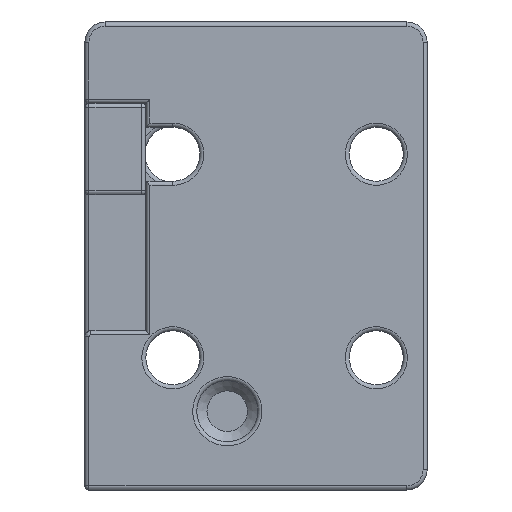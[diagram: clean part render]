
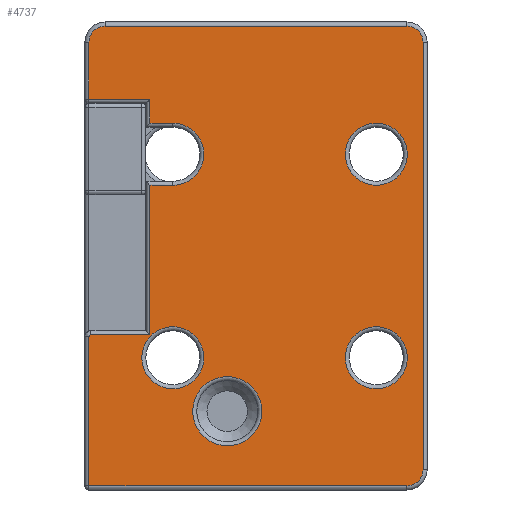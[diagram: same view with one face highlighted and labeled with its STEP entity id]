
A CAD part, front view. The second image highlights one B-rep face of the part: STEP entity #4737.
In plain terms, the highlighted planar face has unit normal (0, -1, 0).
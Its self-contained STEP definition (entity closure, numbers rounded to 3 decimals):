
#94=FACE_BOUND('',#662,.T.);
#95=FACE_BOUND('',#663,.T.);
#96=FACE_BOUND('',#664,.T.);
#97=FACE_BOUND('',#665,.T.);
#131=PLANE('',#5106);
#341=FACE_OUTER_BOUND('',#661,.T.);
#661=EDGE_LOOP('',(#3219,#3220,#3221,#3222,#3223,#3224,#3225,#3226,#3227,
#3228,#3229,#3230,#3231,#3232,#3233,#3234));
#662=EDGE_LOOP('',(#3235));
#663=EDGE_LOOP('',(#3236));
#664=EDGE_LOOP('',(#3237));
#665=EDGE_LOOP('',(#3238));
#979=LINE('',#7346,#1293);
#982=LINE('',#7368,#1296);
#984=LINE('',#7374,#1298);
#985=LINE('',#7378,#1299);
#988=LINE('',#7392,#1302);
#989=LINE('',#7396,#1303);
#991=LINE('',#7402,#1305);
#994=LINE('',#7413,#1308);
#996=LINE('',#7425,#1310);
#998=LINE('',#7437,#1312);
#1000=LINE('',#7448,#1314);
#1293=VECTOR('',#5708,10.);
#1296=VECTOR('',#5721,10.);
#1298=VECTOR('',#5727,10.);
#1299=VECTOR('',#5732,10.);
#1302=VECTOR('',#5747,10.);
#1303=VECTOR('',#5752,10.);
#1305=VECTOR('',#5758,10.);
#1308=VECTOR('',#5769,10.);
#1310=VECTOR('',#5783,10.);
#1312=VECTOR('',#5797,10.);
#1314=VECTOR('',#5811,10.);
#1611=CIRCLE('',#5046,0.2);
#1615=CIRCLE('',#5056,3.05);
#1621=CIRCLE('',#5069,1.6);
#1625=CIRCLE('',#5075,1.6);
#1629=CIRCLE('',#5081,1.6);
#1642=CIRCLE('',#5107,3.05);
#1643=CIRCLE('',#5108,3.05);
#1644=CIRCLE('',#5109,3.4);
#1645=CIRCLE('',#5110,3.05);
#1941=VERTEX_POINT('',#7343);
#1942=VERTEX_POINT('',#7345);
#1944=VERTEX_POINT('',#7359);
#1947=VERTEX_POINT('',#7367);
#1949=VERTEX_POINT('',#7373);
#1950=VERTEX_POINT('',#7377);
#1952=VERTEX_POINT('',#7383);
#1955=VERTEX_POINT('',#7391);
#1956=VERTEX_POINT('',#7395);
#1958=VERTEX_POINT('',#7401);
#1960=VERTEX_POINT('',#7407);
#1963=VERTEX_POINT('',#7415);
#1965=VERTEX_POINT('',#7421);
#1967=VERTEX_POINT('',#7427);
#1969=VERTEX_POINT('',#7433);
#1971=VERTEX_POINT('',#7439);
#1997=VERTEX_POINT('',#7518);
#1998=VERTEX_POINT('',#7520);
#1999=VERTEX_POINT('',#7522);
#2000=VERTEX_POINT('',#7524);
#2367=EDGE_CURVE('',#1941,#1942,#979,.T.);
#2372=EDGE_CURVE('',#1942,#1944,#1611,.T.);
#2374=EDGE_CURVE('',#1944,#1947,#982,.T.);
#2377=EDGE_CURVE('',#1947,#1949,#984,.T.);
#2379=EDGE_CURVE('',#1949,#1950,#985,.T.);
#2384=EDGE_CURVE('',#1950,#1952,#1615,.T.);
#2386=EDGE_CURVE('',#1952,#1955,#988,.T.);
#2388=EDGE_CURVE('',#1955,#1956,#989,.T.);
#2391=EDGE_CURVE('',#1956,#1958,#991,.T.);
#2397=EDGE_CURVE('',#1958,#1960,#994,.T.);
#2400=EDGE_CURVE('',#1960,#1963,#1621,.T.);
#2403=EDGE_CURVE('',#1963,#1965,#996,.T.);
#2406=EDGE_CURVE('',#1965,#1967,#1625,.T.);
#2409=EDGE_CURVE('',#1967,#1969,#998,.T.);
#2412=EDGE_CURVE('',#1969,#1971,#1629,.T.);
#2415=EDGE_CURVE('',#1971,#1941,#1000,.T.);
#2450=EDGE_CURVE('',#1997,#1997,#1642,.T.);
#2451=EDGE_CURVE('',#1998,#1998,#1643,.T.);
#2452=EDGE_CURVE('',#1999,#1999,#1644,.T.);
#2453=EDGE_CURVE('',#2000,#2000,#1645,.T.);
#3219=ORIENTED_EDGE('',*,*,#2367,.F.);
#3220=ORIENTED_EDGE('',*,*,#2415,.F.);
#3221=ORIENTED_EDGE('',*,*,#2412,.F.);
#3222=ORIENTED_EDGE('',*,*,#2409,.F.);
#3223=ORIENTED_EDGE('',*,*,#2406,.F.);
#3224=ORIENTED_EDGE('',*,*,#2403,.F.);
#3225=ORIENTED_EDGE('',*,*,#2400,.F.);
#3226=ORIENTED_EDGE('',*,*,#2397,.F.);
#3227=ORIENTED_EDGE('',*,*,#2391,.F.);
#3228=ORIENTED_EDGE('',*,*,#2388,.F.);
#3229=ORIENTED_EDGE('',*,*,#2386,.F.);
#3230=ORIENTED_EDGE('',*,*,#2384,.F.);
#3231=ORIENTED_EDGE('',*,*,#2379,.F.);
#3232=ORIENTED_EDGE('',*,*,#2377,.F.);
#3233=ORIENTED_EDGE('',*,*,#2374,.F.);
#3234=ORIENTED_EDGE('',*,*,#2372,.F.);
#3235=ORIENTED_EDGE('',*,*,#2450,.F.);
#3236=ORIENTED_EDGE('',*,*,#2451,.F.);
#3237=ORIENTED_EDGE('',*,*,#2452,.F.);
#3238=ORIENTED_EDGE('',*,*,#2453,.F.);
#4737=ADVANCED_FACE('',(#341,#94,#95,#96,#97),#131,.F.);
#5046=AXIS2_PLACEMENT_3D('',#7363,#5716,#5717);
#5056=AXIS2_PLACEMENT_3D('',#7387,#5742,#5743);
#5069=AXIS2_PLACEMENT_3D('',#7419,#5776,#5777);
#5075=AXIS2_PLACEMENT_3D('',#7431,#5790,#5791);
#5081=AXIS2_PLACEMENT_3D('',#7443,#5804,#5805);
#5106=AXIS2_PLACEMENT_3D('',#7517,#5879,#5880);
#5107=AXIS2_PLACEMENT_3D('',#7519,#5881,#5882);
#5108=AXIS2_PLACEMENT_3D('',#7521,#5883,#5884);
#5109=AXIS2_PLACEMENT_3D('',#7523,#5885,#5886);
#5110=AXIS2_PLACEMENT_3D('',#7525,#5887,#5888);
#5708=DIRECTION('',(0.,0.,1.));
#5716=DIRECTION('center_axis',(0.,1.,0.));
#5717=DIRECTION('ref_axis',(-0.707,0.,0.707));
#5721=DIRECTION('',(1.,0.,0.));
#5727=DIRECTION('',(0.,0.,1.));
#5732=DIRECTION('',(1.,0.,0.));
#5742=DIRECTION('center_axis',(0.,-1.,0.));
#5743=DIRECTION('ref_axis',(1.,0.,0.));
#5747=DIRECTION('',(-1.,0.,0.));
#5752=DIRECTION('',(0.,0.,1.));
#5758=DIRECTION('',(-1.,0.,0.));
#5769=DIRECTION('',(0.,0.,1.));
#5776=DIRECTION('center_axis',(0.,1.,0.));
#5777=DIRECTION('ref_axis',(-0.707,0.,0.707));
#5783=DIRECTION('',(1.,0.,0.));
#5790=DIRECTION('center_axis',(0.,1.,0.));
#5791=DIRECTION('ref_axis',(0.707,0.,0.707));
#5797=DIRECTION('',(0.,0.,-1.));
#5804=DIRECTION('center_axis',(0.,1.,0.));
#5805=DIRECTION('ref_axis',(0.707,0.,-0.707));
#5811=DIRECTION('',(-1.,0.,0.));
#5879=DIRECTION('center_axis',(0.,1.,0.));
#5880=DIRECTION('ref_axis',(1.,0.,0.));
#5881=DIRECTION('center_axis',(0.,-1.,0.));
#5882=DIRECTION('ref_axis',(1.,0.,0.));
#5883=DIRECTION('center_axis',(0.,-1.,0.));
#5884=DIRECTION('ref_axis',(1.,0.,0.));
#5885=DIRECTION('center_axis',(0.,-1.,0.));
#5886=DIRECTION('ref_axis',(1.,0.,0.));
#5887=DIRECTION('center_axis',(0.,-1.,0.));
#5888=DIRECTION('ref_axis',(1.,0.,0.));
#7343=CARTESIAN_POINT('',(-18.25,0.,-22.6));
#7345=CARTESIAN_POINT('',(-18.25,0.,-7.95));
#7346=CARTESIAN_POINT('',(-18.25,0.,-11.5));
#7359=CARTESIAN_POINT('',(-18.05,0.,-7.75));
#7363=CARTESIAN_POINT('Origin',(-18.05,0.,-7.95));
#7367=CARTESIAN_POINT('',(-12.25,0.,-7.75));
#7368=CARTESIAN_POINT('',(-10.238,0.,-7.75));
#7373=CARTESIAN_POINT('',(-12.25,0.,6.95));
#7374=CARTESIAN_POINT('',(-12.25,0.,-3.675));
#7377=CARTESIAN_POINT('',(-10.,0.,6.95));
#7378=CARTESIAN_POINT('',(-7.238,0.,6.95));
#7383=CARTESIAN_POINT('',(-10.,0.,13.05));
#7387=CARTESIAN_POINT('Origin',(-10.,0.,10.));
#7391=CARTESIAN_POINT('',(-12.25,0.,13.05));
#7392=CARTESIAN_POINT('',(-5.913,0.,13.05));
#7395=CARTESIAN_POINT('',(-12.25,0.,15.4));
#7396=CARTESIAN_POINT('',(-12.25,0.,6.325));
#7401=CARTESIAN_POINT('',(-18.25,0.,15.4));
#7402=CARTESIAN_POINT('',(-7.238,0.,15.4));
#7407=CARTESIAN_POINT('',(-18.25,0.,21.));
#7413=CARTESIAN_POINT('',(-18.25,0.,7.5));
#7415=CARTESIAN_POINT('',(-16.65,0.,22.6));
#7419=CARTESIAN_POINT('Origin',(-16.65,0.,21.));
#7421=CARTESIAN_POINT('',(13.,0.,22.6));
#7425=CARTESIAN_POINT('',(-10.238,0.,22.6));
#7427=CARTESIAN_POINT('',(14.6,0.,21.));
#7431=CARTESIAN_POINT('Origin',(13.,0.,21.));
#7433=CARTESIAN_POINT('',(14.6,0.,-21.));
#7437=CARTESIAN_POINT('',(14.6,0.,11.5));
#7439=CARTESIAN_POINT('',(13.,0.,-22.6));
#7443=CARTESIAN_POINT('Origin',(13.,0.,-21.));
#7448=CARTESIAN_POINT('',(6.587,0.,-22.6));
#7517=CARTESIAN_POINT('Origin',(-1.825,0.,0.));
#7518=CARTESIAN_POINT('',(-10.,0.,-6.95));
#7519=CARTESIAN_POINT('Origin',(-10.,0.,-10.));
#7520=CARTESIAN_POINT('',(10.,0.,-6.95));
#7521=CARTESIAN_POINT('Origin',(10.,0.,-10.));
#7522=CARTESIAN_POINT('',(-4.649,0.,-18.656));
#7523=CARTESIAN_POINT('Origin',(-4.649,0.,-15.256));
#7524=CARTESIAN_POINT('',(10.,0.,13.05));
#7525=CARTESIAN_POINT('Origin',(10.,0.,10.));
